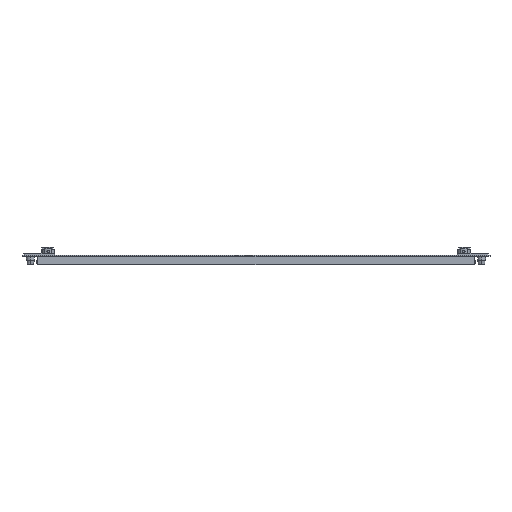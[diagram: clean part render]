
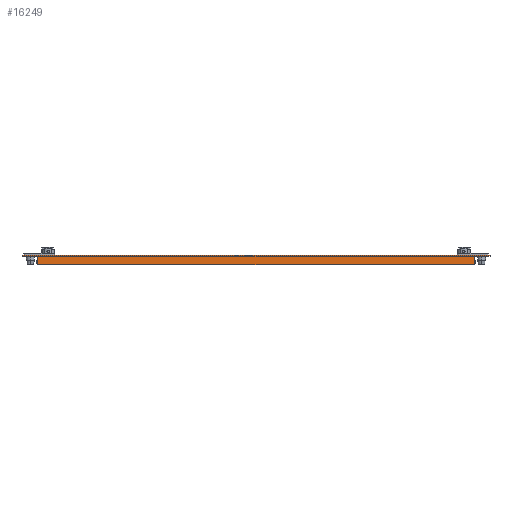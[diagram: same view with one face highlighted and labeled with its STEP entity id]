
A CAD part, front view. The second image highlights one B-rep face of the part: STEP entity #16249.
In plain terms, the highlighted planar face has unit normal (0, -1, 0).
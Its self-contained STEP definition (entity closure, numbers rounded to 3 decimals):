
#14790=DIRECTION('',(1.,0.,0.));
#14791=VECTOR('',#14790,17.);
#14792=CARTESIAN_POINT('',(358.,-125.,0.));
#14793=LINE('',#14792,#14791);
#15083=DIRECTION('',(0.,0.,-1.));
#15084=VECTOR('',#15083,1.);
#15085=CARTESIAN_POINT('',(375.,-125.,1.));
#15086=LINE('',#15085,#15084);
#15090=DIRECTION('',(0.,0.,-1.));
#15091=VECTOR('',#15090,9.);
#15092=CARTESIAN_POINT('',(358.,-125.,0.));
#15093=LINE('',#15092,#15091);
#15097=DIRECTION('',(-1.,0.,0.));
#15098=VECTOR('',#15097,466.);
#15099=CARTESIAN_POINT('',(358.,-125.,-9.));
#15100=LINE('',#15099,#15098);
#15104=DIRECTION('',(0.,0.,1.));
#15105=VECTOR('',#15104,9.);
#15106=CARTESIAN_POINT('',(-108.,-125.,-9.));
#15107=LINE('',#15106,#15105);
#15111=DIRECTION('',(-1.,0.,0.));
#15112=VECTOR('',#15111,17.);
#15113=CARTESIAN_POINT('',(-108.,-125.,0.));
#15114=LINE('',#15113,#15112);
#15118=DIRECTION('',(0.,0.,1.));
#15119=VECTOR('',#15118,1.);
#15120=CARTESIAN_POINT('',(-125.,-125.,0.));
#15121=LINE('',#15120,#15119);
#15132=DIRECTION('',(-1.,0.,0.));
#15133=VECTOR('',#15132,500.);
#15134=CARTESIAN_POINT('',(375.,-125.,1.));
#15135=LINE('',#15134,#15133);
#15863=CARTESIAN_POINT('',(358.,-125.,0.));
#15864=VERTEX_POINT('',#15863);
#15865=CARTESIAN_POINT('',(375.,-125.,0.));
#15866=VERTEX_POINT('',#15865);
#15879=CARTESIAN_POINT('',(-125.,-125.,0.));
#15880=VERTEX_POINT('',#15879);
#15881=CARTESIAN_POINT('',(-108.,-125.,0.));
#15882=VERTEX_POINT('',#15881);
#15963=CARTESIAN_POINT('',(375.,-125.,1.));
#15964=VERTEX_POINT('',#15963);
#15965=CARTESIAN_POINT('',(-125.,-125.,1.));
#15966=VERTEX_POINT('',#15965);
#16027=CARTESIAN_POINT('',(358.,-125.,-9.));
#16028=VERTEX_POINT('',#16027);
#16029=CARTESIAN_POINT('',(-108.,-125.,-9.));
#16030=VERTEX_POINT('',#16029);
#16229=CARTESIAN_POINT('',(-125.,-125.,0.));
#16230=DIRECTION('',(0.,-1.,0.));
#16231=DIRECTION('',(1.,0.,0.));
#16232=AXIS2_PLACEMENT_3D('',#16229,#16230,#16231);
#16233=PLANE('',#16232);
#16235=ORIENTED_EDGE('',*,*,#16234,.F.);
#16237=ORIENTED_EDGE('',*,*,#16236,.T.);
#16238=ORIENTED_EDGE('',*,*,#16076,.F.);
#16240=ORIENTED_EDGE('',*,*,#16239,.T.);
#16241=ORIENTED_EDGE('',*,*,#16219,.T.);
#16243=ORIENTED_EDGE('',*,*,#16242,.T.);
#16244=ORIENTED_EDGE('',*,*,#16092,.T.);
#16246=ORIENTED_EDGE('',*,*,#16245,.T.);
#16247=EDGE_LOOP('',(#16235,#16237,#16238,#16240,#16241,#16243,#16244,#16246));
#16248=FACE_OUTER_BOUND('',#16247,.F.);
#16076=EDGE_CURVE('',#15864,#15866,#14793,.T.);
#16092=EDGE_CURVE('',#15882,#15880,#15114,.T.);
#16219=EDGE_CURVE('',#16028,#16030,#15100,.T.);
#16234=EDGE_CURVE('',#15964,#15966,#15135,.T.);
#16236=EDGE_CURVE('',#15964,#15866,#15086,.T.);
#16239=EDGE_CURVE('',#15864,#16028,#15093,.T.);
#16242=EDGE_CURVE('',#16030,#15882,#15107,.T.);
#16245=EDGE_CURVE('',#15880,#15966,#15121,.T.);
#16249=ADVANCED_FACE('',(#16248),#16233,.T.);
